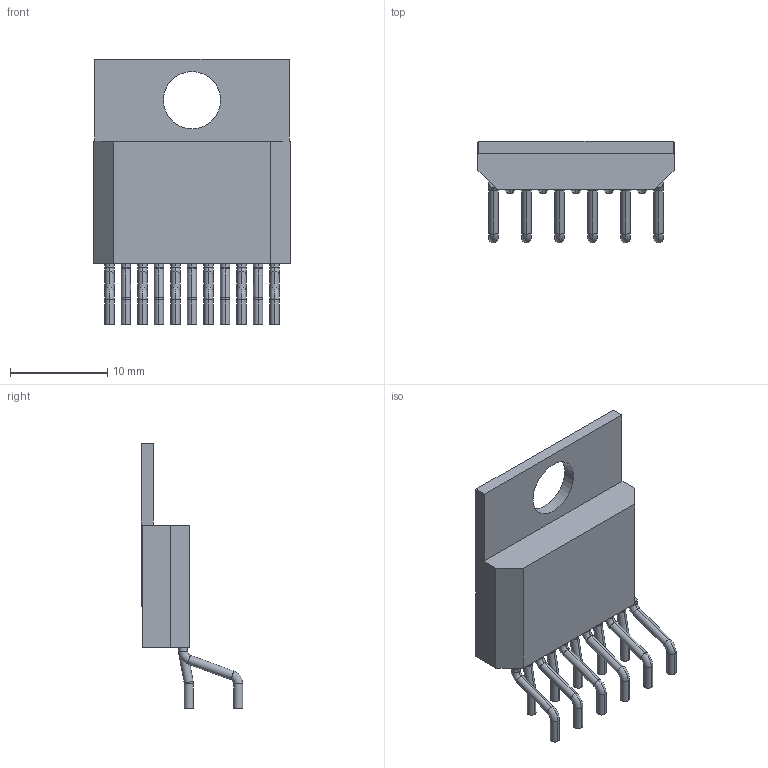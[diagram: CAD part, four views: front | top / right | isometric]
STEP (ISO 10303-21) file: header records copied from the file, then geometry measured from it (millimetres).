
FILE_DESCRIPTION(('STEP AP214'),'1');
FILE_NAME('Multiwatt11_V_STM','2024-10-16T04:27:30',(''),(''),'','','');
FILE_SCHEMA(('AUTOMOTIVE_DESIGN'));
Length unit declared in the file: millimetre
Products named in the file (1): product
Bounding box: 20.19 x 10.45 x 27.3 mm (x, y, z)
Volume: 1450.5 mm3; surface area: 1724.5 mm2
Topology: 13 solids, 13 shells, 154 faces, 294 edges, 166 vertices
Faces by surface type: cylinder 68, torus 44, plane 42
Entity records: 3965 total; most frequent: DIRECTION 784, ORIENTED_EDGE 588, CARTESIAN_POINT 411, AXIS2_PLACEMENT_3D 335, EDGE_CURVE 294, CIRCLE 180, VERTEX_POINT 166, EDGE_LOOP 156
